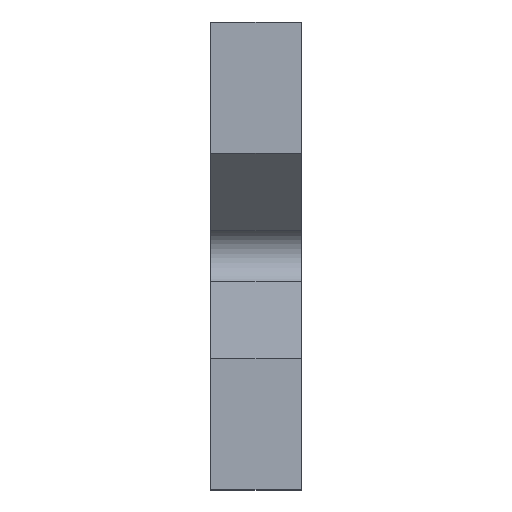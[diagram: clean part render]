
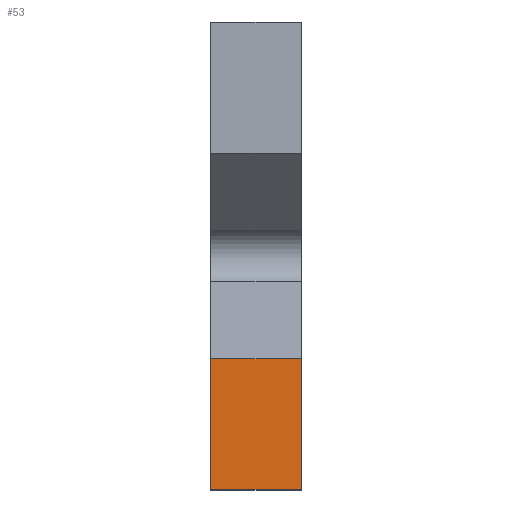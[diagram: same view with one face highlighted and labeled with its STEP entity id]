
A CAD part, left-side view. The second image highlights one B-rep face of the part: STEP entity #53.
In plain terms, the highlighted planar face has unit normal (-1, 0, 0).
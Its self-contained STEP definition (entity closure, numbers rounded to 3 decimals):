
#13 = CARTESIAN_POINT ( 'NONE',  ( -15.7, 3.175, -8.2 ) ) ;
#27 = CARTESIAN_POINT ( 'NONE',  ( -15.7, 3.175, -3.6 ) ) ;
#51 = CARTESIAN_POINT ( 'NONE',  ( -15.7, 3.175, -3.6 ) ) ;
#52 = CARTESIAN_POINT ( 'NONE',  ( -15.7, 3.175, 0. ) ) ;
#53 = ADVANCED_FACE ( 'NONE', ( #588 ), #687, .F. ) ;
#97 = CARTESIAN_POINT ( 'NONE',  ( -15.7, 3.175, -8.2 ) ) ;
#203 = CARTESIAN_POINT ( 'NONE',  ( -15.7, 3.175, 0. ) ) ;
#241 = EDGE_CURVE ( 'NONE', #1588, #1020, #1234, .T. ) ;
#274 = VERTEX_POINT ( 'NONE', #13 ) ;
#408 = CARTESIAN_POINT ( 'NONE',  ( -15.7, 0., -3.6 ) ) ;
#456 = DIRECTION ( 'NONE',  ( 0., 0., -1. ) ) ;
#486 = VECTOR ( 'NONE', #1420, 1000. ) ;
#537 = VECTOR ( 'NONE', #861, 1000. ) ;
#541 = LINE ( 'NONE', #27, #789 ) ;
#570 = EDGE_CURVE ( 'NONE', #274, #1478, #1296, .T. ) ;
#588 = FACE_OUTER_BOUND ( 'NONE', #1241, .T. ) ;
#650 = DIRECTION ( 'NONE',  ( 0., -1., 0. ) ) ;
#687 = PLANE ( 'NONE',  #1361 ) ;
#712 = DIRECTION ( 'NONE',  ( 0., 0., 1. ) ) ;
#755 = EDGE_CURVE ( 'NONE', #274, #1588, #1092, .T. ) ;
#789 = VECTOR ( 'NONE', #650, 1000. ) ;
#861 = DIRECTION ( 'NONE',  ( 0., -1., 0. ) ) ;
#914 = DIRECTION ( 'NONE',  ( 1., 0., 0. ) ) ;
#922 = EDGE_CURVE ( 'NONE', #1478, #1020, #541, .T. ) ;
#1020 = VERTEX_POINT ( 'NONE', #408 ) ;
#1082 = CARTESIAN_POINT ( 'NONE',  ( -15.7, 0., 0. ) ) ;
#1092 = LINE ( 'NONE', #97, #537 ) ;
#1234 = LINE ( 'NONE', #1082, #1509 ) ;
#1241 = EDGE_LOOP ( 'NONE', ( #1336, #1505, #1470, #1498 ) ) ;
#1296 = LINE ( 'NONE', #203, #486 ) ;
#1336 = ORIENTED_EDGE ( 'NONE', *, *, #241, .T. ) ;
#1361 = AXIS2_PLACEMENT_3D ( 'NONE', #52, #914, #456 ) ;
#1420 = DIRECTION ( 'NONE',  ( 0., 0., 1. ) ) ;
#1461 = CARTESIAN_POINT ( 'NONE',  ( -15.7, 0., -8.2 ) ) ;
#1470 = ORIENTED_EDGE ( 'NONE', *, *, #570, .F. ) ;
#1478 = VERTEX_POINT ( 'NONE', #51 ) ;
#1498 = ORIENTED_EDGE ( 'NONE', *, *, #755, .T. ) ;
#1505 = ORIENTED_EDGE ( 'NONE', *, *, #922, .F. ) ;
#1509 = VECTOR ( 'NONE', #712, 1000. ) ;
#1588 = VERTEX_POINT ( 'NONE', #1461 ) ;
